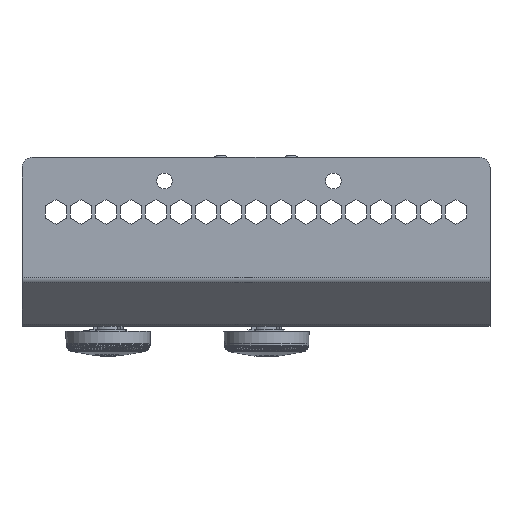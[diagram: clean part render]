
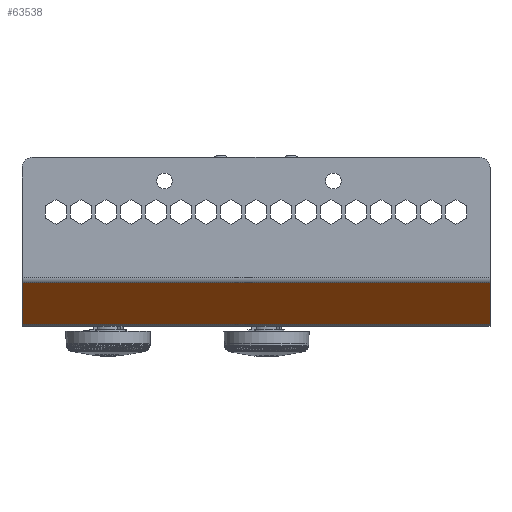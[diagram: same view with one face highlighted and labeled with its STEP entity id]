
A CAD part, front view. The second image highlights one B-rep face of the part: STEP entity #63538.
In plain terms, the highlighted face is planar.
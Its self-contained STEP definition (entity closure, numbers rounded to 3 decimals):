
#58285=DIRECTION('',(0.,0.,1.));
#58286=VECTOR('',#58285,133.);
#58287=CARTESIAN_POINT('',(-73.414,35.586,-66.5));
#58288=LINE('',#58287,#58286);
#58799=DIRECTION('',(0.,0.,-1.));
#58800=VECTOR('',#58799,133.);
#58801=CARTESIAN_POINT('',(-61.586,47.414,66.5));
#58802=LINE('',#58801,#58800);
#58807=DIRECTION('',(0.707,0.707,0.));
#58808=VECTOR('',#58807,16.728);
#58809=CARTESIAN_POINT('',(-73.414,35.586,-66.5));
#58810=LINE('',#58809,#58808);
#58811=DIRECTION('',(0.707,0.707,0.));
#58812=VECTOR('',#58811,16.728);
#58813=CARTESIAN_POINT('',(-73.414,35.586,66.5));
#58814=LINE('',#58813,#58812);
#62085=CARTESIAN_POINT('',(-73.414,35.586,66.5));
#62086=VERTEX_POINT('',#62085);
#62089=CARTESIAN_POINT('',(-73.414,35.586,-66.5));
#62090=VERTEX_POINT('',#62089);
#62097=CARTESIAN_POINT('',(-61.586,47.414,-66.5));
#62098=VERTEX_POINT('',#62097);
#62103=CARTESIAN_POINT('',(-61.586,47.414,66.5));
#62104=VERTEX_POINT('',#62103);
#63526=CARTESIAN_POINT('',(-61.,48.,-66.5));
#63527=DIRECTION('',(-0.707,0.707,0.));
#63528=DIRECTION('',(-0.707,-0.707,0.));
#63529=AXIS2_PLACEMENT_3D('',#63526,#63527,#63528);
#63530=PLANE('',#63529);
#63531=ORIENTED_EDGE('',*,*,#63491,.T.);
#63532=ORIENTED_EDGE('',*,*,#63516,.F.);
#63534=ORIENTED_EDGE('',*,*,#63533,.F.);
#63535=ORIENTED_EDGE('',*,*,#63127,.F.);
#63536=EDGE_LOOP('',(#63531,#63532,#63534,#63535));
#63537=FACE_OUTER_BOUND('',#63536,.F.);
#63538=ADVANCED_FACE('',(#63537),#63530,.T.);
#63127=EDGE_CURVE('',#62090,#62086,#58288,.T.);
#63491=EDGE_CURVE('',#62090,#62098,#58810,.T.);
#63516=EDGE_CURVE('',#62104,#62098,#58802,.T.);
#63533=EDGE_CURVE('',#62086,#62104,#58814,.T.);
